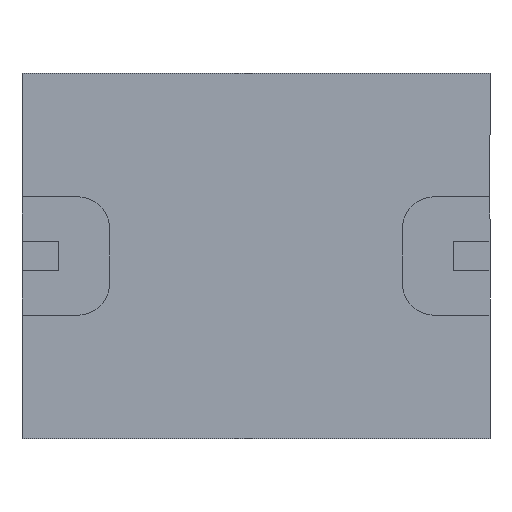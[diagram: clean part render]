
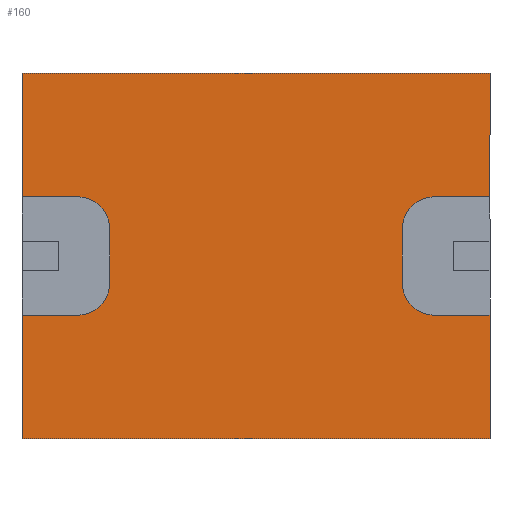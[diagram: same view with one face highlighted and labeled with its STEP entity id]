
A CAD part, front view. The second image highlights one B-rep face of the part: STEP entity #160.
In plain terms, the highlighted planar face has unit normal (0, -1, 0).
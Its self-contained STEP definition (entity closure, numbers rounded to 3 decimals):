
#121 = CARTESIAN_POINT ( 'NONE',  ( 1.6, 0., 1.25 ) ) ;
#160 = ADVANCED_FACE ( 'NONE', ( #15413 ), #2686, .F. ) ;
#166 = DIRECTION ( 'NONE',  ( 0., 1., 0. ) ) ;
#283 = CARTESIAN_POINT ( 'NONE',  ( 1., 0., -0.185 ) ) ;
#290 = ORIENTED_EDGE ( 'NONE', *, *, #11234, .T. ) ;
#382 = EDGE_CURVE ( 'NONE', #9666, #11705, #9423, .T. ) ;
#754 = CARTESIAN_POINT ( 'NONE',  ( -1.22, 0., 0.405 ) ) ;
#912 = VERTEX_POINT ( 'NONE', #11809 ) ;
#979 = CARTESIAN_POINT ( 'NONE',  ( -1.22, 0., -0.185 ) ) ;
#1407 = CARTESIAN_POINT ( 'NONE',  ( -1., 0., -0.185 ) ) ;
#1566 = CARTESIAN_POINT ( 'NONE',  ( -1.6, 0., -1.25 ) ) ;
#1720 = CARTESIAN_POINT ( 'NONE',  ( 1.6, 0., -0.405 ) ) ;
#1916 = LINE ( 'NONE', #5833, #13344 ) ;
#1945 = DIRECTION ( 'NONE',  ( 0., 0., 1. ) ) ;
#2025 = LINE ( 'NONE', #7105, #6035 ) ;
#2532 = ORIENTED_EDGE ( 'NONE', *, *, #2780, .T. ) ;
#2686 = PLANE ( 'NONE',  #11348 ) ;
#2780 = EDGE_CURVE ( 'NONE', #12436, #6316, #1916, .T. ) ;
#2798 = LINE ( 'NONE', #1720, #9934 ) ;
#2846 = CARTESIAN_POINT ( 'NONE',  ( 1., 0., -0.185 ) ) ;
#2983 = VERTEX_POINT ( 'NONE', #15525 ) ;
#2986 = VERTEX_POINT ( 'NONE', #7631 ) ;
#3087 = DIRECTION ( 'NONE',  ( 1., 0., 0. ) ) ;
#3344 = CARTESIAN_POINT ( 'NONE',  ( -1.22, 0., -0.405 ) ) ;
#3366 = AXIS2_PLACEMENT_3D ( 'NONE', #6108, #12320, #10917 ) ;
#3463 = ORIENTED_EDGE ( 'NONE', *, *, #10180, .T. ) ;
#3673 = ORIENTED_EDGE ( 'NONE', *, *, #10924, .T. ) ;
#3857 = VERTEX_POINT ( 'NONE', #16284 ) ;
#4621 = EDGE_CURVE ( 'NONE', #14255, #2986, #5451, .T. ) ;
#4676 = VECTOR ( 'NONE', #12632, 1000. ) ;
#4928 = CARTESIAN_POINT ( 'NONE',  ( -1.6, 0., -0.405 ) ) ;
#5006 = CIRCLE ( 'NONE', #7389, 0.22 ) ;
#5190 = EDGE_CURVE ( 'NONE', #15465, #3857, #10540, .T. ) ;
#5225 = DIRECTION ( 'NONE',  ( 0., 0., 1. ) ) ;
#5256 = CARTESIAN_POINT ( 'NONE',  ( 1.22, 0., 0.405 ) ) ;
#5451 = LINE ( 'NONE', #5699, #14760 ) ;
#5614 = CARTESIAN_POINT ( 'NONE',  ( 1.22, 0., 0.405 ) ) ;
#5699 = CARTESIAN_POINT ( 'NONE',  ( 1.6, 0., 1.25 ) ) ;
#5785 = DIRECTION ( 'NONE',  ( -1., 0., 0. ) ) ;
#5833 = CARTESIAN_POINT ( 'NONE',  ( -1.22, 0., -0.405 ) ) ;
#5881 = EDGE_CURVE ( 'NONE', #2983, #9666, #13977, .T. ) ;
#5948 = EDGE_CURVE ( 'NONE', #6316, #15465, #15068, .T. ) ;
#6033 = ORIENTED_EDGE ( 'NONE', *, *, #5881, .T. ) ;
#6035 = VECTOR ( 'NONE', #12174, 1000. ) ;
#6108 = CARTESIAN_POINT ( 'NONE',  ( 1.22, 0., 0.185 ) ) ;
#6316 = VERTEX_POINT ( 'NONE', #14177 ) ;
#6356 = CARTESIAN_POINT ( 'NONE',  ( -1.22, 0., 0.185 ) ) ;
#6528 = EDGE_LOOP ( 'NONE', ( #13125, #11540, #10288, #9388, #14941, #3463, #2532, #7410, #6887, #15164, #13551, #15445, #290, #6033, #14780, #3673 ) ) ;
#6649 = DIRECTION ( 'NONE',  ( 1., 0., 0. ) ) ;
#6765 = VECTOR ( 'NONE', #13639, 1000. ) ;
#6845 = EDGE_CURVE ( 'NONE', #3857, #16097, #2025, .T. ) ;
#6876 = CARTESIAN_POINT ( 'NONE',  ( 1.6, 0., -0.405 ) ) ;
#6887 = ORIENTED_EDGE ( 'NONE', *, *, #5190, .T. ) ;
#7080 = EDGE_CURVE ( 'NONE', #13458, #8028, #13321, .T. ) ;
#7105 = CARTESIAN_POINT ( 'NONE',  ( 1.6, 0., -1.25 ) ) ;
#7342 = AXIS2_PLACEMENT_3D ( 'NONE', #979, #12459, #11275 ) ;
#7389 = AXIS2_PLACEMENT_3D ( 'NONE', #13955, #166, #5225 ) ;
#7410 = ORIENTED_EDGE ( 'NONE', *, *, #5948, .T. ) ;
#7470 = EDGE_CURVE ( 'NONE', #16097, #12363, #2798, .T. ) ;
#7631 = CARTESIAN_POINT ( 'NONE',  ( -1.6, 0., 1.25 ) ) ;
#7669 = DIRECTION ( 'NONE',  ( 0., 0., -1. ) ) ;
#7728 = EDGE_CURVE ( 'NONE', #11221, #13458, #8629, .T. ) ;
#7804 = VERTEX_POINT ( 'NONE', #2846 ) ;
#7938 = VECTOR ( 'NONE', #13332, 1000. ) ;
#8028 = VERTEX_POINT ( 'NONE', #1407 ) ;
#8240 = DIRECTION ( 'NONE',  ( -1., 0., 0. ) ) ;
#8629 = CIRCLE ( 'NONE', #13925, 0.22 ) ;
#8768 = EDGE_CURVE ( 'NONE', #912, #11221, #10818, .T. ) ;
#8930 = VECTOR ( 'NONE', #1945, 1000. ) ;
#9048 = LINE ( 'NONE', #14117, #4676 ) ;
#9086 = EDGE_CURVE ( 'NONE', #2986, #912, #9048, .T. ) ;
#9388 = ORIENTED_EDGE ( 'NONE', *, *, #7728, .T. ) ;
#9423 = LINE ( 'NONE', #5614, #7938 ) ;
#9523 = CARTESIAN_POINT ( 'NONE',  ( 1.6, 0., 0.405 ) ) ;
#9666 = VERTEX_POINT ( 'NONE', #5256 ) ;
#9934 = VECTOR ( 'NONE', #5785, 1000. ) ;
#9993 = CIRCLE ( 'NONE', #7342, 0.22 ) ;
#10180 = EDGE_CURVE ( 'NONE', #8028, #12436, #9993, .T. ) ;
#10288 = ORIENTED_EDGE ( 'NONE', *, *, #8768, .T. ) ;
#10513 = DIRECTION ( 'NONE',  ( -1., 0., 0. ) ) ;
#10540 = LINE ( 'NONE', #1566, #16351 ) ;
#10818 = LINE ( 'NONE', #15657, #11818 ) ;
#10906 = CARTESIAN_POINT ( 'NONE',  ( -1., 0., 0.185 ) ) ;
#10917 = DIRECTION ( 'NONE',  ( 0., 0., 1. ) ) ;
#10924 = EDGE_CURVE ( 'NONE', #11705, #14255, #16244, .T. ) ;
#11221 = VERTEX_POINT ( 'NONE', #754 ) ;
#11234 = EDGE_CURVE ( 'NONE', #7804, #2983, #13377, .T. ) ;
#11275 = DIRECTION ( 'NONE',  ( 0., 0., 1. ) ) ;
#11348 = AXIS2_PLACEMENT_3D ( 'NONE', #15586, #16350, #11748 ) ;
#11540 = ORIENTED_EDGE ( 'NONE', *, *, #9086, .T. ) ;
#11705 = VERTEX_POINT ( 'NONE', #16014 ) ;
#11748 = DIRECTION ( 'NONE',  ( 0., 0., 1. ) ) ;
#11809 = CARTESIAN_POINT ( 'NONE',  ( -1.6, 0., 0.405 ) ) ;
#11818 = VECTOR ( 'NONE', #3087, 1000. ) ;
#11973 = DIRECTION ( 'NONE',  ( 0., 0., 1. ) ) ;
#12174 = DIRECTION ( 'NONE',  ( 0., 0., 1. ) ) ;
#12320 = DIRECTION ( 'NONE',  ( 0., 1., 0. ) ) ;
#12363 = VERTEX_POINT ( 'NONE', #15912 ) ;
#12436 = VERTEX_POINT ( 'NONE', #3344 ) ;
#12459 = DIRECTION ( 'NONE',  ( 0., 1., 0. ) ) ;
#12632 = DIRECTION ( 'NONE',  ( 0., 0., -1. ) ) ;
#12649 = CARTESIAN_POINT ( 'NONE',  ( -1., 0., 0.185 ) ) ;
#12919 = VECTOR ( 'NONE', #7669, 1000. ) ;
#13125 = ORIENTED_EDGE ( 'NONE', *, *, #4621, .T. ) ;
#13321 = LINE ( 'NONE', #10906, #6765 ) ;
#13332 = DIRECTION ( 'NONE',  ( 1., 0., 0. ) ) ;
#13344 = VECTOR ( 'NONE', #8240, 1000. ) ;
#13377 = LINE ( 'NONE', #283, #16130 ) ;
#13458 = VERTEX_POINT ( 'NONE', #12649 ) ;
#13551 = ORIENTED_EDGE ( 'NONE', *, *, #7470, .T. ) ;
#13639 = DIRECTION ( 'NONE',  ( 0., 0., -1. ) ) ;
#13925 = AXIS2_PLACEMENT_3D ( 'NONE', #6356, #14069, #16411 ) ;
#13955 = CARTESIAN_POINT ( 'NONE',  ( 1.22, 0., -0.185 ) ) ;
#13977 = CIRCLE ( 'NONE', #3366, 0.22 ) ;
#14069 = DIRECTION ( 'NONE',  ( 0., 1., 0. ) ) ;
#14117 = CARTESIAN_POINT ( 'NONE',  ( -1.6, 0., 1.25 ) ) ;
#14177 = CARTESIAN_POINT ( 'NONE',  ( -1.6, 0., -0.405 ) ) ;
#14255 = VERTEX_POINT ( 'NONE', #121 ) ;
#14760 = VECTOR ( 'NONE', #10513, 1000. ) ;
#14780 = ORIENTED_EDGE ( 'NONE', *, *, #382, .T. ) ;
#14852 = EDGE_CURVE ( 'NONE', #12363, #7804, #5006, .T. ) ;
#14941 = ORIENTED_EDGE ( 'NONE', *, *, #7080, .T. ) ;
#15068 = LINE ( 'NONE', #4928, #12919 ) ;
#15164 = ORIENTED_EDGE ( 'NONE', *, *, #6845, .T. ) ;
#15413 = FACE_OUTER_BOUND ( 'NONE', #6528, .T. ) ;
#15445 = ORIENTED_EDGE ( 'NONE', *, *, #14852, .T. ) ;
#15465 = VERTEX_POINT ( 'NONE', #15553 ) ;
#15525 = CARTESIAN_POINT ( 'NONE',  ( 1., 0., 0.185 ) ) ;
#15553 = CARTESIAN_POINT ( 'NONE',  ( -1.6, 0., -1.25 ) ) ;
#15586 = CARTESIAN_POINT ( 'NONE',  ( -1.22, 0., 0.185 ) ) ;
#15657 = CARTESIAN_POINT ( 'NONE',  ( -1.6, 0., 0.405 ) ) ;
#15912 = CARTESIAN_POINT ( 'NONE',  ( 1.22, 0., -0.405 ) ) ;
#16014 = CARTESIAN_POINT ( 'NONE',  ( 1.6, 0., 0.405 ) ) ;
#16097 = VERTEX_POINT ( 'NONE', #6876 ) ;
#16130 = VECTOR ( 'NONE', #11973, 1000. ) ;
#16244 = LINE ( 'NONE', #9523, #8930 ) ;
#16284 = CARTESIAN_POINT ( 'NONE',  ( 1.6, 0., -1.25 ) ) ;
#16350 = DIRECTION ( 'NONE',  ( 0., 1., 0. ) ) ;
#16351 = VECTOR ( 'NONE', #6649, 1000. ) ;
#16411 = DIRECTION ( 'NONE',  ( 0., 0., 1. ) ) ;
